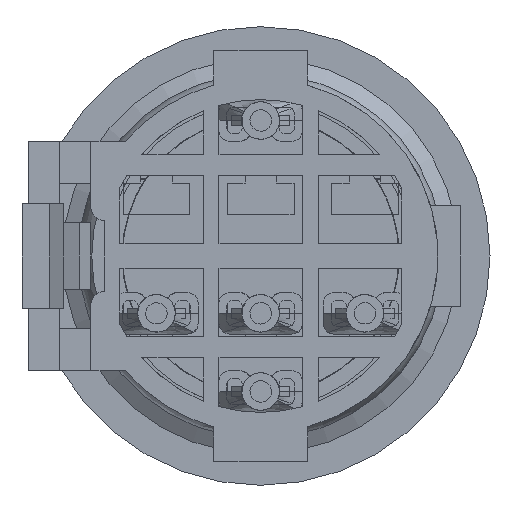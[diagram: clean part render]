
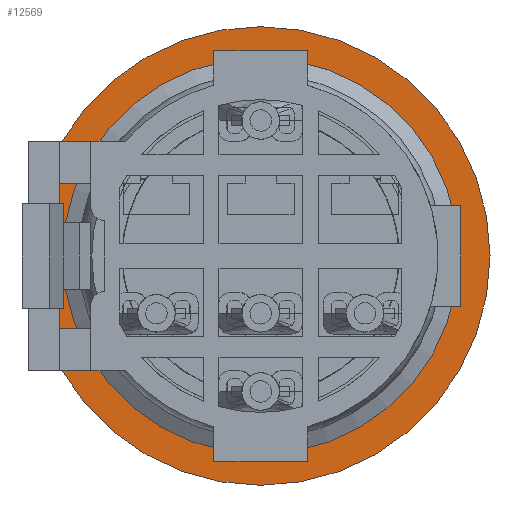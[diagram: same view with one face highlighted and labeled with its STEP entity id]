
A CAD part, front view. The second image highlights one B-rep face of the part: STEP entity #12569.
In plain terms, the highlighted planar face has unit normal (0, -1, 0).
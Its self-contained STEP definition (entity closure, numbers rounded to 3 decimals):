
#283=FACE_BOUND('',#1163,.T.);
#489=FACE_OUTER_BOUND('',#1162,.T.);
#1162=EDGE_LOOP('',(#9200,#9201));
#1163=EDGE_LOOP('',(#9202,#9203));
#1836=CIRCLE('',#13428,8.8);
#1837=CIRCLE('',#13429,8.8);
#1838=CIRCLE('',#13432,11.);
#1839=CIRCLE('',#13433,11.);
#5388=VERTEX_POINT('',#19119);
#5389=VERTEX_POINT('',#19120);
#5390=VERTEX_POINT('',#19126);
#5391=VERTEX_POINT('',#19127);
#6812=EDGE_CURVE('',#5388,#5389,#1836,.T.);
#6814=EDGE_CURVE('',#5389,#5388,#1837,.T.);
#6815=EDGE_CURVE('',#5390,#5391,#1838,.T.);
#6816=EDGE_CURVE('',#5391,#5390,#1839,.T.);
#9200=ORIENTED_EDGE('',*,*,#6815,.F.);
#9201=ORIENTED_EDGE('',*,*,#6816,.F.);
#9202=ORIENTED_EDGE('',*,*,#6812,.F.);
#9203=ORIENTED_EDGE('',*,*,#6814,.F.);
#12037=PLANE('',#13431);
#12569=ADVANCED_FACE('',(#489,#283),#12037,.T.);
#13428=AXIS2_PLACEMENT_3D('',#19121,#15405,#15406);
#13429=AXIS2_PLACEMENT_3D('',#19123,#15408,#15409);
#13431=AXIS2_PLACEMENT_3D('',#19125,#15412,#15413);
#13432=AXIS2_PLACEMENT_3D('',#19128,#15414,#15415);
#13433=AXIS2_PLACEMENT_3D('',#19129,#15416,#15417);
#15405=DIRECTION('center_axis',(0.,-1.,0.));
#15406=DIRECTION('ref_axis',(-1.,0.,0.));
#15408=DIRECTION('center_axis',(0.,-1.,0.));
#15409=DIRECTION('ref_axis',(-1.,0.,0.));
#15412=DIRECTION('center_axis',(0.,-1.,0.));
#15413=DIRECTION('ref_axis',(0.,0.,
-1.));
#15414=DIRECTION('center_axis',(0.,1.,0.));
#15415=DIRECTION('ref_axis',(-1.,0.,0.));
#15416=DIRECTION('center_axis',(0.,1.,0.));
#15417=DIRECTION('ref_axis',(-1.,0.,0.));
#19119=CARTESIAN_POINT('',(-8.8,30.,0.));
#19120=CARTESIAN_POINT('',(8.8,30.,0.));
#19121=CARTESIAN_POINT('Origin',(0.,30.,0.));
#19123=CARTESIAN_POINT('Origin',(0.,30.,0.));
#19125=CARTESIAN_POINT('Origin',(-10.25,30.,0.));
#19126=CARTESIAN_POINT('',(-11.,30.,0.));
#19127=CARTESIAN_POINT('',(11.,30.,0.));
#19128=CARTESIAN_POINT('Origin',(0.,30.,0.));
#19129=CARTESIAN_POINT('Origin',(0.,30.,0.));
